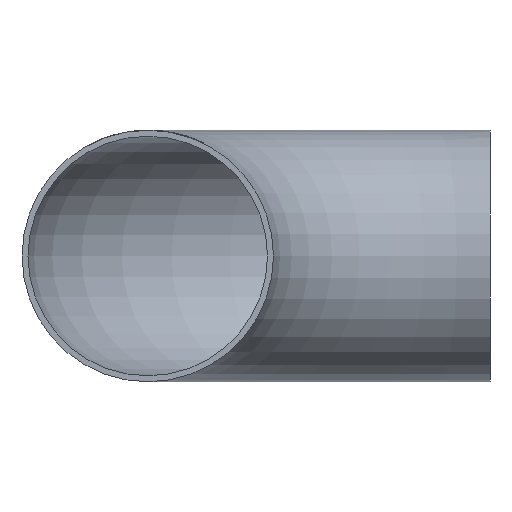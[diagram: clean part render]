
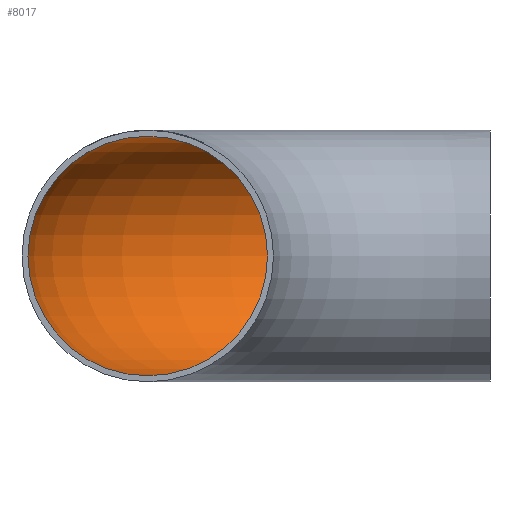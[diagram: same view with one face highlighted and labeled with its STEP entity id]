
A CAD part, front view. The second image highlights one B-rep face of the part: STEP entity #8017.
In plain terms, the highlighted toroidal (fillet/blend) face has major radius 229 mm and minor radius 80.15 mm.
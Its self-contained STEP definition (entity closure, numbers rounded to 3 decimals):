
#337 = EDGE_CURVE ( 'NONE', #2964, #2964, #1891, .T. ) ;
#763 = EDGE_LOOP ( 'NONE', ( #2064 ) ) ;
#1205 = EDGE_CURVE ( 'NONE', #7151, #7151, #4319, .T. ) ;
#1353 = DIRECTION ( 'NONE',  ( 0., 0., -1. ) ) ;
#1875 = DIRECTION ( 'NONE',  ( -1., 0., 0. ) ) ;
#1891 = CIRCLE ( 'NONE', #7499, 80.15 ) ;
#2064 = ORIENTED_EDGE ( 'NONE', *, *, #1205, .F. ) ;
#2111 = ORIENTED_EDGE ( 'NONE', *, *, #337, .T. ) ;
#2375 = CARTESIAN_POINT ( 'NONE',  ( -229., 0., 0. ) ) ;
#2422 = AXIS2_PLACEMENT_3D ( 'NONE', #3847, #1353, #1875 ) ;
#2866 = CARTESIAN_POINT ( 'NONE',  ( -229., 0., 80.15 ) ) ;
#2902 = CARTESIAN_POINT ( 'NONE',  ( 0., 229., 0. ) ) ;
#2954 = DIRECTION ( 'NONE',  ( 0., 1., 0. ) ) ;
#2964 = VERTEX_POINT ( 'NONE', #4932 ) ;
#3044 = DIRECTION ( 'NONE',  ( 0., 1., 0. ) ) ;
#3140 = EDGE_LOOP ( 'NONE', ( #2111 ) ) ;
#3847 = CARTESIAN_POINT ( 'NONE',  ( 0., 0., 0. ) ) ;
#3875 = FACE_OUTER_BOUND ( 'NONE', #763, .T. ) ;
#4319 = CIRCLE ( 'NONE', #7384, 80.15 ) ;
#4932 = CARTESIAN_POINT ( 'NONE',  ( 0., 309.15, 0. ) ) ;
#5558 = FACE_OUTER_BOUND ( 'NONE', #3140, .T. ) ;
#6559 = TOROIDAL_SURFACE ( 'NONE', #2422, 229., 80.15 ) ;
#6698 = DIRECTION ( 'NONE',  ( 1., 0., 0. ) ) ;
#6849 = DIRECTION ( 'NONE',  ( 0., 0., 1. ) ) ;
#7151 = VERTEX_POINT ( 'NONE', #2866 ) ;
#7384 = AXIS2_PLACEMENT_3D ( 'NONE', #2375, #3044, #6849 ) ;
#7499 = AXIS2_PLACEMENT_3D ( 'NONE', #2902, #6698, #2954 ) ;
#8017 = ADVANCED_FACE ( 'NONE', ( #5558, #3875 ), #6559, .F. ) ;
